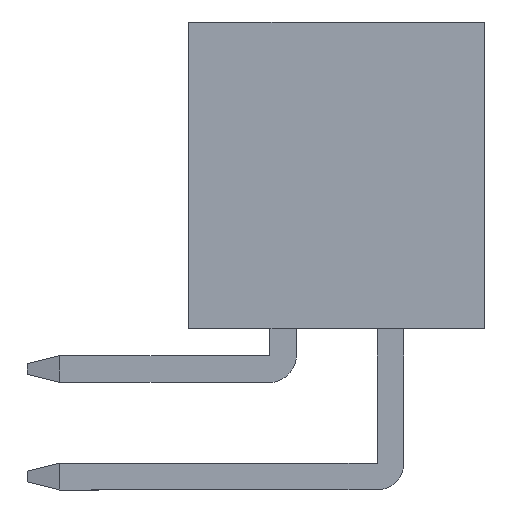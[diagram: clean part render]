
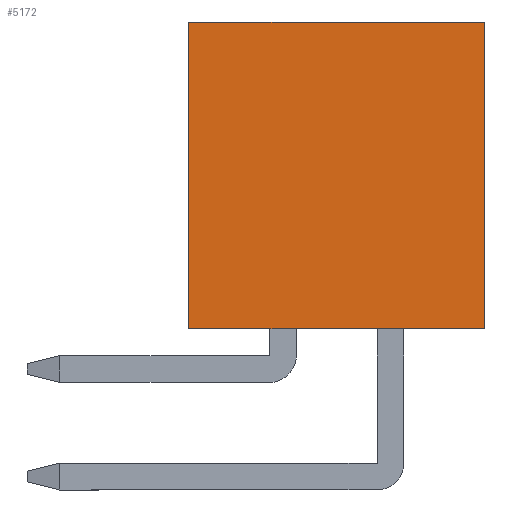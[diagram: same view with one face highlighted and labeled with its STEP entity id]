
A CAD part, left-side view. The second image highlights one B-rep face of the part: STEP entity #5172.
In plain terms, the highlighted planar face has unit normal (-1, 0, 0).
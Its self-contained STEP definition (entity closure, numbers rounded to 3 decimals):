
#793=ORIENTED_EDGE('',*,*,#1923,.F.);
#794=ORIENTED_EDGE('',*,*,#1615,.F.);
#795=ORIENTED_EDGE('',*,*,#1668,.T.);
#796=ORIENTED_EDGE('',*,*,#2062,.T.);
#1615=EDGE_CURVE('',#2345,#2346,#2825,.T.);
#1668=EDGE_CURVE('',#2345,#2397,#2878,.T.);
#1923=EDGE_CURVE('',#2346,#2595,#3133,.T.);
#2062=EDGE_CURVE('',#2397,#2595,#3272,.T.);
#2345=VERTEX_POINT('',#7040);
#2346=VERTEX_POINT('',#7042);
#2397=VERTEX_POINT('',#7146);
#2595=VERTEX_POINT('',#7638);
#2825=LINE('',#7041,#3551);
#2878=LINE('',#7147,#3604);
#3133=LINE('',#7637,#3859);
#3272=LINE('',#7914,#3998);
#3551=VECTOR('',#5709,1000.);
#3604=VECTOR('',#5764,1000.);
#3859=VECTOR('',#6095,1000.);
#3998=VECTOR('',#6324,1000.);
#4342=EDGE_LOOP('',(#793,#794,#795,#796));
#4640=FACE_BOUND('',#4342,.T.);
#4917=PLANE('',#5467);
#5172=ADVANCED_FACE('',(#4640),#4917,.T.);
#5467=AXIS2_PLACEMENT_3D('',#7922,#6329,#6330);
#5709=DIRECTION('',(0.,1.,0.));
#5764=DIRECTION('',(0.,0.,1.));
#6095=DIRECTION('',(0.,0.,1.));
#6324=DIRECTION('',(0.,1.,0.));
#6329=DIRECTION('',(-1.,0.,0.));
#6330=DIRECTION('',(0.,0.,1.));
#7040=CARTESIAN_POINT('',(-13.625,-2.75,-2.85));
#7041=CARTESIAN_POINT('',(-13.625,-2.75,-2.85));
#7042=CARTESIAN_POINT('',(-13.625,2.75,-2.85));
#7146=CARTESIAN_POINT('',(-13.625,-2.75,2.85));
#7147=CARTESIAN_POINT('',(-13.625,-2.75,-2.85));
#7637=CARTESIAN_POINT('',(-13.625,2.75,-2.85));
#7638=CARTESIAN_POINT('',(-13.625,2.75,2.85));
#7914=CARTESIAN_POINT('',(-13.625,-2.75,2.85));
#7922=CARTESIAN_POINT('',(-13.625,-2.75,-2.85));
